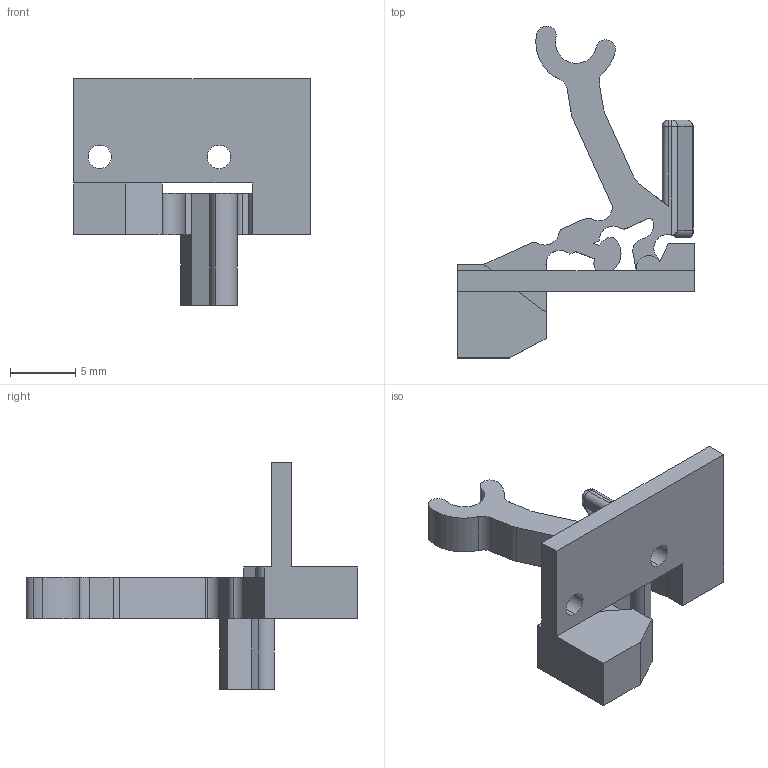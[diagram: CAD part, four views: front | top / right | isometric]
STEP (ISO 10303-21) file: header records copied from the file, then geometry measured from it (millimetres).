
FILE_DESCRIPTION (( 'STEP AP214' ), '1' );
FILE_NAME ('switch-flexures-separate.STEP', '2025-10-01T19:44:39', ( '' ), ( '' ), 'SwSTEP 2.0', 'SolidWorks 2025', '' );
FILE_SCHEMA (( 'AUTOMOTIVE_DESIGN' ));
Length unit declared in the file: millimetre
Products named in the file (1): switch-flexures-separate
Bounding box: 18.14 x 25.45 x 17.38 mm (x, y, z)
Volume: 752 mm3; surface area: 1144.3 mm2
Topology: 1 solids, 1 shells, 99 faces, 279 edges, 174 vertices
Faces by surface type: cylinder 49, plane 43, sphere 4, bspline 2, torus 1
Entity records: 3228 total; most frequent: CARTESIAN_POINT 626, DIRECTION 552, ORIENTED_EDGE 546, EDGE_CURVE 273, AXIS2_PLACEMENT_3D 191, VERTEX_POINT 174, LINE 170, VECTOR 170
